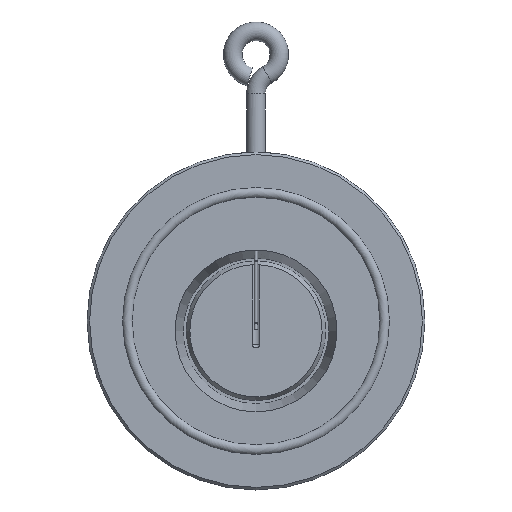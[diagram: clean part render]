
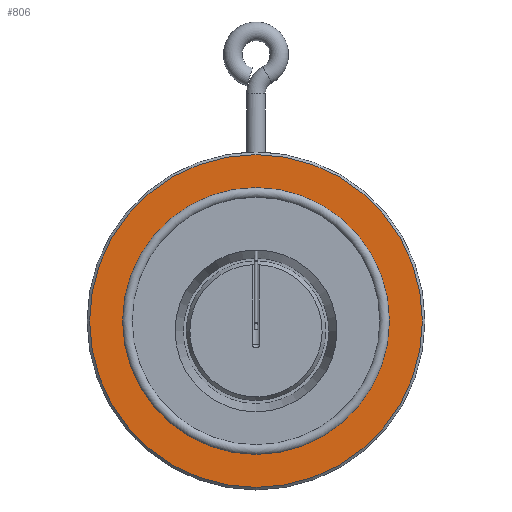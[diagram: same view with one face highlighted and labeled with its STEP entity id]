
A CAD part, top view. The second image highlights one B-rep face of the part: STEP entity #806.
In plain terms, the highlighted planar face has unit normal (0, 0, 1).
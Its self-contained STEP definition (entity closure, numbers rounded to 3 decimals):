
#79 = AXIS2_PLACEMENT_3D ( 'NONE', #673, #663, #838 ) ;
#96 = ORIENTED_EDGE ( 'NONE', *, *, #635, .F. ) ;
#126 = AXIS2_PLACEMENT_3D ( 'NONE', #881, #181, #159 ) ;
#159 = DIRECTION ( 'NONE',  ( -1., 0., 0. ) ) ;
#181 = DIRECTION ( 'NONE',  ( 0., 0., -1. ) ) ;
#232 = EDGE_CURVE ( 'NONE', #787, #787, #526, .T. ) ;
#253 = VERTEX_POINT ( 'NONE', #263 ) ;
#263 = CARTESIAN_POINT ( 'NONE',  ( 43.03, 0., 0. ) ) ;
#422 = FACE_OUTER_BOUND ( 'NONE', #821, .T. ) ;
#507 = DIRECTION ( 'NONE',  ( 0., 0., 1. ) ) ;
#520 = CARTESIAN_POINT ( 'NONE',  ( 0., 0., 0. ) ) ;
#521 = AXIS2_PLACEMENT_3D ( 'NONE', #520, #507, #523 ) ;
#523 = DIRECTION ( 'NONE',  ( 1., 0., 0. ) ) ;
#526 = CIRCLE ( 'NONE', #79, 53.7 ) ;
#565 = ORIENTED_EDGE ( 'NONE', *, *, #232, .T. ) ;
#616 = CARTESIAN_POINT ( 'NONE',  ( 53.7, 0., 0. ) ) ;
#621 = EDGE_LOOP ( 'NONE', ( #96 ) ) ;
#635 = EDGE_CURVE ( 'NONE', #253, #253, #816, .T. ) ;
#663 = DIRECTION ( 'NONE',  ( 0., 0., 1. ) ) ;
#673 = CARTESIAN_POINT ( 'NONE',  ( 0., 0., 0. ) ) ;
#744 = FACE_BOUND ( 'NONE', #621, .T. ) ;
#787 = VERTEX_POINT ( 'NONE', #616 ) ;
#806 = ADVANCED_FACE ( 'NONE', ( #744, #422 ), #830, .F. ) ;
#816 = CIRCLE ( 'NONE', #521, 43.03 ) ;
#821 = EDGE_LOOP ( 'NONE', ( #565 ) ) ;
#830 = PLANE ( 'NONE',  #126 ) ;
#838 = DIRECTION ( 'NONE',  ( 1., 0., 0. ) ) ;
#881 = CARTESIAN_POINT ( 'NONE',  ( 0., 43.03, 0. ) ) ;
